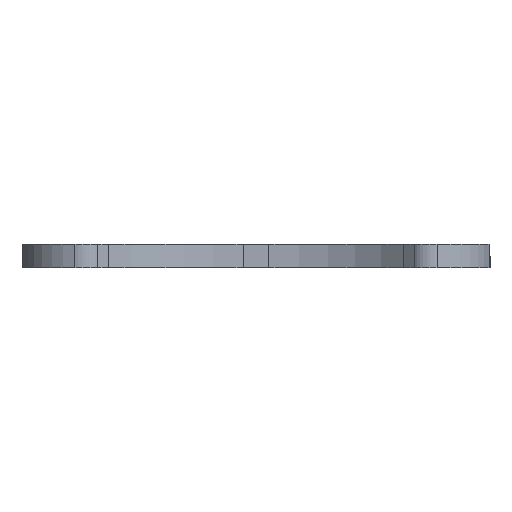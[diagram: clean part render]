
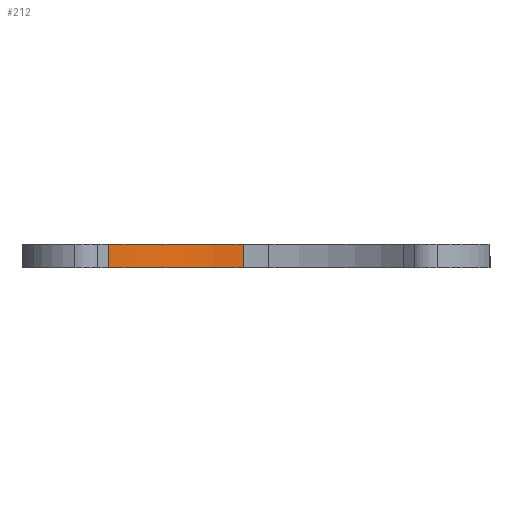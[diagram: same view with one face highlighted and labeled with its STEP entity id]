
A CAD part, front view. The second image highlights one B-rep face of the part: STEP entity #212.
In plain terms, the highlighted cylindrical face has radius 25 mm (diameter 50 mm), a partial arc.
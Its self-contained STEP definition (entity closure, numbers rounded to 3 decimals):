
#20 = CARTESIAN_POINT ( 'NONE',  ( -19.084, -36.071, 0. ) ) ;
#149 = CARTESIAN_POINT ( 'NONE',  ( -1.661, -54., 0. ) ) ;
#212 = ADVANCED_FACE ( 'NONE', ( #1164 ), #1606, .F. ) ;
#457 = CARTESIAN_POINT ( 'NONE',  ( -1.661, -29., 3. ) ) ;
#465 = ORIENTED_EDGE ( 'NONE', *, *, #1405, .F. ) ;
#536 = AXIS2_PLACEMENT_3D ( 'NONE', #2649, #2211, #2831 ) ;
#540 = VERTEX_POINT ( 'NONE', #20 ) ;
#543 = EDGE_CURVE ( 'NONE', #1402, #1384, #2370, .T. ) ;
#753 = DIRECTION ( 'NONE',  ( 1., 0., 0. ) ) ;
#848 = AXIS2_PLACEMENT_3D ( 'NONE', #1639, #2088, #753 ) ;
#990 = DIRECTION ( 'NONE',  ( 1., 0., 0. ) ) ;
#1119 = EDGE_LOOP ( 'NONE', ( #465, #1627, #1318, #1809 ) ) ;
#1129 = EDGE_CURVE ( 'NONE', #1384, #540, #1854, .T. ) ;
#1164 = FACE_OUTER_BOUND ( 'NONE', #1119, .T. ) ;
#1228 = EDGE_CURVE ( 'NONE', #540, #1949, #2334, .T. ) ;
#1229 = CIRCLE ( 'NONE', #536, 25. ) ;
#1283 = CARTESIAN_POINT ( 'NONE',  ( -1.661, -29., 0. ) ) ;
#1318 = ORIENTED_EDGE ( 'NONE', *, *, #1129, .F. ) ;
#1353 = DIRECTION ( 'NONE',  ( 0., 0., -1. ) ) ;
#1384 = VERTEX_POINT ( 'NONE', #1283 ) ;
#1402 = VERTEX_POINT ( 'NONE', #457 ) ;
#1405 = EDGE_CURVE ( 'NONE', #1949, #1402, #1229, .T. ) ;
#1426 = CARTESIAN_POINT ( 'NONE',  ( -19.084, -36.071, 3. ) ) ;
#1459 = DIRECTION ( 'NONE',  ( 0., 0., 1. ) ) ;
#1536 = AXIS2_PLACEMENT_3D ( 'NONE', #149, #1459, #990 ) ;
#1606 = CYLINDRICAL_SURFACE ( 'NONE', #848, 25. ) ;
#1627 = ORIENTED_EDGE ( 'NONE', *, *, #1228, .F. ) ;
#1639 = CARTESIAN_POINT ( 'NONE',  ( -1.661, -54., 3. ) ) ;
#1712 = VECTOR ( 'NONE', #1882, 1000. ) ;
#1794 = VECTOR ( 'NONE', #1353, 1000. ) ;
#1809 = ORIENTED_EDGE ( 'NONE', *, *, #543, .F. ) ;
#1854 = CIRCLE ( 'NONE', #1536, 25. ) ;
#1882 = DIRECTION ( 'NONE',  ( 0., 0., 1. ) ) ;
#1949 = VERTEX_POINT ( 'NONE', #2011 ) ;
#2011 = CARTESIAN_POINT ( 'NONE',  ( -19.084, -36.071, 3. ) ) ;
#2088 = DIRECTION ( 'NONE',  ( 0., 0., 1. ) ) ;
#2211 = DIRECTION ( 'NONE',  ( 0., 0., -1. ) ) ;
#2334 = LINE ( 'NONE', #1426, #1712 ) ;
#2370 = LINE ( 'NONE', #2686, #1794 ) ;
#2649 = CARTESIAN_POINT ( 'NONE',  ( -1.661, -54., 3. ) ) ;
#2686 = CARTESIAN_POINT ( 'NONE',  ( -1.661, -29., 0. ) ) ;
#2831 = DIRECTION ( 'NONE',  ( 1., 0., 0. ) ) ;
